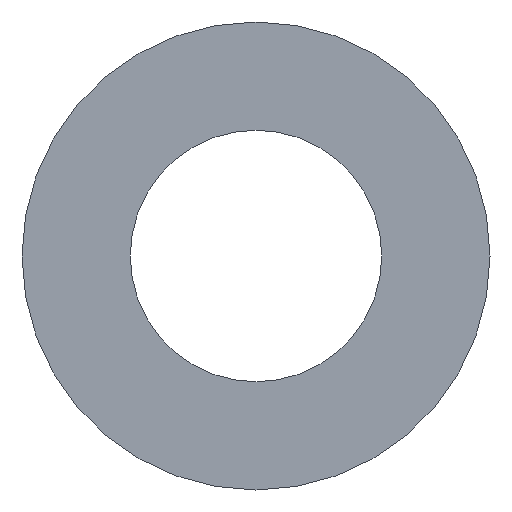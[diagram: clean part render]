
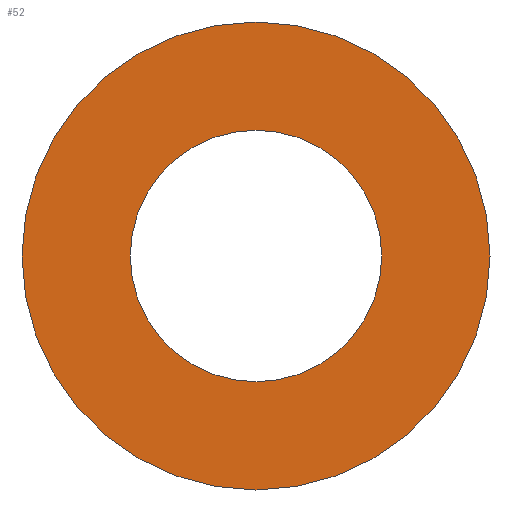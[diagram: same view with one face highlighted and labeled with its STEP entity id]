
A CAD part, left-side view. The second image highlights one B-rep face of the part: STEP entity #52.
In plain terms, the highlighted planar face has unit normal (-1, 0, 0).
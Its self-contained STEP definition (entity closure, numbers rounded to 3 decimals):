
#13 = EDGE_CURVE ( 'NONE', #34, #35, #70, .T. ) ;
#14 = ORIENTED_EDGE ( 'NONE', *, *, #33, .F. ) ;
#26 = FACE_BOUND ( 'NONE', #107, .T. ) ;
#33 = EDGE_CURVE ( 'NONE', #54, #190, #72, .T. ) ;
#34 = VERTEX_POINT ( 'NONE', #47 ) ;
#35 = VERTEX_POINT ( 'NONE', #66 ) ;
#38 = DIRECTION ( 'NONE',  ( 0., 0., 1. ) ) ;
#44 = DIRECTION ( 'NONE',  ( -1., 0., 0. ) ) ;
#47 = CARTESIAN_POINT ( 'NONE',  ( -0.5, 0., -4. ) ) ;
#52 = ADVANCED_FACE ( 'NONE', ( #26, #244 ), #197, .F. ) ;
#54 = VERTEX_POINT ( 'NONE', #191 ) ;
#66 = CARTESIAN_POINT ( 'NONE',  ( -0.5, 0., 4. ) ) ;
#70 = CIRCLE ( 'NONE', #76, 4. ) ;
#72 = CIRCLE ( 'NONE', #81, 2.15 ) ;
#76 = AXIS2_PLACEMENT_3D ( 'NONE', #174, #239, #209 ) ;
#81 = AXIS2_PLACEMENT_3D ( 'NONE', #142, #138, #173 ) ;
#82 = EDGE_LOOP ( 'NONE', ( #225, #137 ) ) ;
#88 = CARTESIAN_POINT ( 'NONE',  ( -0.5, 0., 0. ) ) ;
#92 = AXIS2_PLACEMENT_3D ( 'NONE', #193, #199, #201 ) ;
#99 = AXIS2_PLACEMENT_3D ( 'NONE', #192, #129, #159 ) ;
#107 = EDGE_LOOP ( 'NONE', ( #14, #215 ) ) ;
#111 = AXIS2_PLACEMENT_3D ( 'NONE', #88, #44, #38 ) ;
#129 = DIRECTION ( 'NONE',  ( -1., 0., 0. ) ) ;
#137 = ORIENTED_EDGE ( 'NONE', *, *, #13, .T. ) ;
#138 = DIRECTION ( 'NONE',  ( -1., 0., 0. ) ) ;
#142 = CARTESIAN_POINT ( 'NONE',  ( -0.5, 0., 0. ) ) ;
#159 = DIRECTION ( 'NONE',  ( 0., 0., 1. ) ) ;
#167 = EDGE_CURVE ( 'NONE', #190, #54, #229, .T. ) ;
#173 = DIRECTION ( 'NONE',  ( 0., 0., 1. ) ) ;
#174 = CARTESIAN_POINT ( 'NONE',  ( -0.5, 0., 0. ) ) ;
#190 = VERTEX_POINT ( 'NONE', #216 ) ;
#191 = CARTESIAN_POINT ( 'NONE',  ( -0.5, 0., 2.15 ) ) ;
#192 = CARTESIAN_POINT ( 'NONE',  ( -0.5, 0., 0. ) ) ;
#193 = CARTESIAN_POINT ( 'NONE',  ( -0.5, 4., 0. ) ) ;
#197 = PLANE ( 'NONE',  #92 ) ;
#199 = DIRECTION ( 'NONE',  ( 1., 0., 0. ) ) ;
#201 = DIRECTION ( 'NONE',  ( 0., 0., -1. ) ) ;
#208 = EDGE_CURVE ( 'NONE', #35, #34, #241, .T. ) ;
#209 = DIRECTION ( 'NONE',  ( 0., 0., 1. ) ) ;
#215 = ORIENTED_EDGE ( 'NONE', *, *, #167, .F. ) ;
#216 = CARTESIAN_POINT ( 'NONE',  ( -0.5, 0., -2.15 ) ) ;
#225 = ORIENTED_EDGE ( 'NONE', *, *, #208, .T. ) ;
#229 = CIRCLE ( 'NONE', #99, 2.15 ) ;
#239 = DIRECTION ( 'NONE',  ( -1., 0., 0. ) ) ;
#241 = CIRCLE ( 'NONE', #111, 4. ) ;
#244 = FACE_OUTER_BOUND ( 'NONE', #82, .T. ) ;
